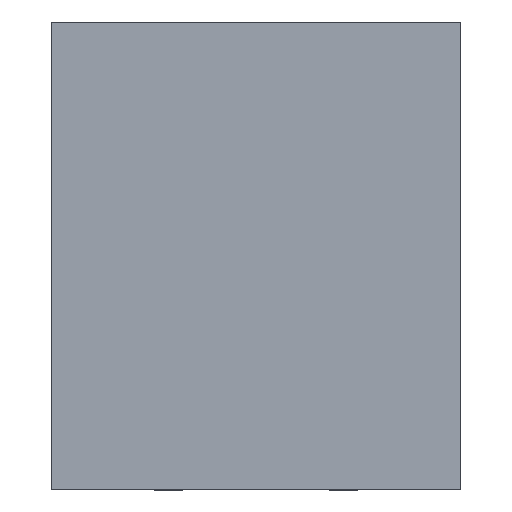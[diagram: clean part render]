
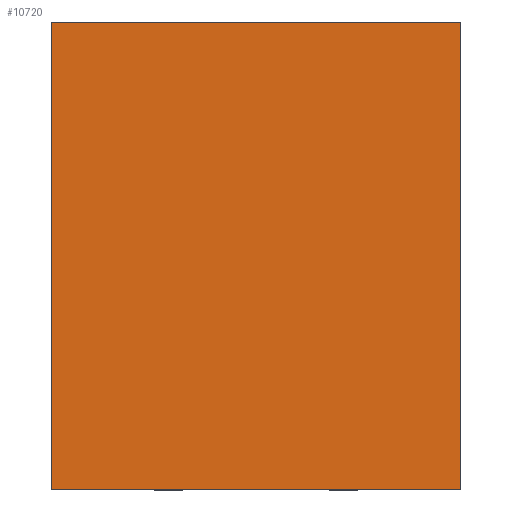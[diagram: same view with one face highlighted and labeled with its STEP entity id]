
A CAD part, top view. The second image highlights one B-rep face of the part: STEP entity #10720.
In plain terms, the highlighted face is planar.
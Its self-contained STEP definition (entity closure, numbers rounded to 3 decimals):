
#8127=DIRECTION('',(0.,0.,1.));
#8128=VECTOR('',#8127,4.);
#8129=CARTESIAN_POINT('',(-1.75,0.975,-2.));
#8130=LINE('',#8129,#8128);
#8134=DIRECTION('',(-1.,0.,0.));
#8135=VECTOR('',#8134,3.5);
#8136=CARTESIAN_POINT('',(1.75,0.975,-2.));
#8137=LINE('',#8136,#8135);
#8141=DIRECTION('',(0.,0.,-1.));
#8142=VECTOR('',#8141,4.);
#8143=CARTESIAN_POINT('',(1.75,0.975,2.));
#8144=LINE('',#8143,#8142);
#8148=DIRECTION('',(1.,0.,0.));
#8149=VECTOR('',#8148,3.5);
#8150=CARTESIAN_POINT('',(-1.75,0.975,2.));
#8151=LINE('',#8150,#8149);
#8895=CARTESIAN_POINT('',(-1.75,0.975,-2.));
#8896=CARTESIAN_POINT('',(-1.75,0.975,2.));
#8897=VERTEX_POINT('',#8895);
#8898=VERTEX_POINT('',#8896);
#8899=CARTESIAN_POINT('',(1.75,0.975,2.));
#8900=VERTEX_POINT('',#8899);
#8901=CARTESIAN_POINT('',(1.75,0.975,-2.));
#8902=VERTEX_POINT('',#8901);
#10709=CARTESIAN_POINT('',(0.,0.975,0.));
#10710=DIRECTION('',(0.,1.,0.));
#10711=DIRECTION('',(1.,0.,0.));
#10712=AXIS2_PLACEMENT_3D('',#10709,#10710,#10711);
#10713=PLANE('',#10712);
#10714=ORIENTED_EDGE('',*,*,#9713,.F.);
#10715=ORIENTED_EDGE('',*,*,#9812,.F.);
#10716=ORIENTED_EDGE('',*,*,#10052,.F.);
#10717=ORIENTED_EDGE('',*,*,#10588,.F.);
#10718=EDGE_LOOP('',(#10714,#10715,#10716,#10717));
#10719=FACE_OUTER_BOUND('',#10718,.F.);
#9713=EDGE_CURVE('',#8897,#8898,#8130,.T.);
#9812=EDGE_CURVE('',#8902,#8897,#8137,.T.);
#10052=EDGE_CURVE('',#8900,#8902,#8144,.T.);
#10588=EDGE_CURVE('',#8898,#8900,#8151,.T.);
#10720=ADVANCED_FACE('',(#10719),#10713,.T.);
